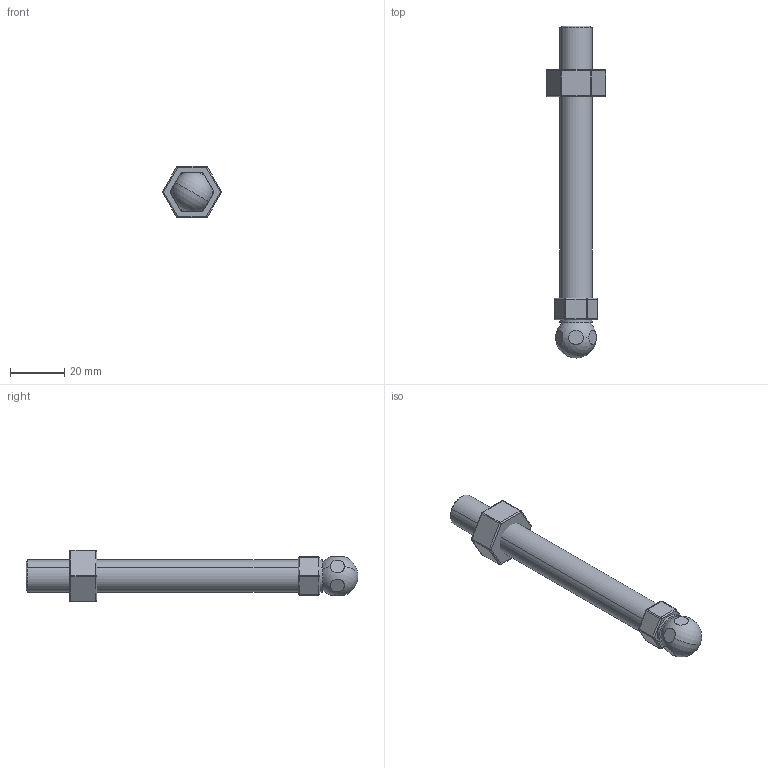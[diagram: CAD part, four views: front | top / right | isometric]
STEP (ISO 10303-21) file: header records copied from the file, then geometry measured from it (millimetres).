
FILE_DESCRIPTION (( 'STEP AP214' ), '1' );
FILE_NAME ('B814 Ñòåðæåíü îïîðû ðåãóëèðóåìîé Ì12õ100.STEP', '2025-07-18T10:52:25', ( '' ), ( '' ), 'SwSTEP 2.0', 'SolidWorks 2025', '' );
FILE_SCHEMA (( 'AUTOMOTIVE_DESIGN' ));
Length unit declared in the file: millimetre
Products named in the file (3): Стержень_00; Гайка_00; B814 Стержень опоры регулируемой М12х100
Assembly tree (2 placements, depth 2):
  B814 Стержень опоры регулируемой М12х100
    Стержень_00
    Гайка_00
Bounding box: 21.78 x 122 x 19 mm (x, y, z)
Volume: 16742.3 mm3; surface area: 6419 mm2
Topology: 2 solids, 2 shells, 104 faces, 235 edges, 124 vertices
Faces by surface type: cylinder 48, sphere 26, plane 24, cone 6
Entity records: 2802 total; most frequent: CARTESIAN_POINT 524, DIRECTION 522, ORIENTED_EDGE 404, AXIS2_PLACEMENT_3D 219, EDGE_CURVE 202, EDGE_LOOP 113, CIRCLE 110, VERTEX_POINT 109
